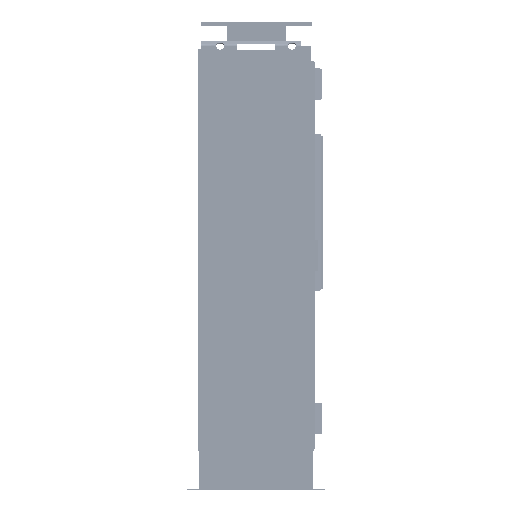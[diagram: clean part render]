
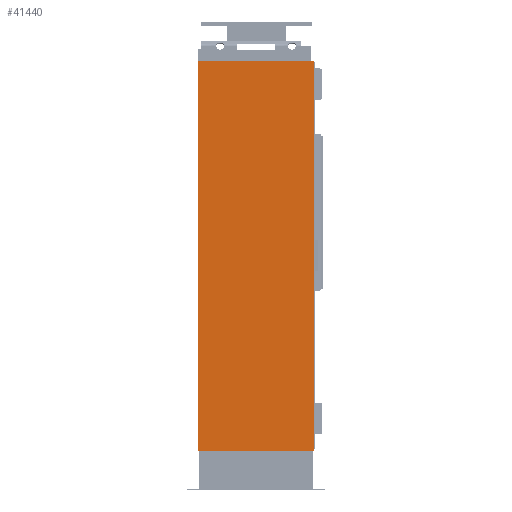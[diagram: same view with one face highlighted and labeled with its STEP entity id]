
A CAD part, left-side view. The second image highlights one B-rep face of the part: STEP entity #41440.
In plain terms, the highlighted planar face has unit normal (-1, 0, 0).
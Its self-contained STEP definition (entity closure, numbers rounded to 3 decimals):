
#41440=ADVANCED_FACE('',(#52064),#46901,.T.);
#46901=PLANE('',#155520);
#52064=FACE_OUTER_BOUND('',#59062,.T.);
#59062=EDGE_LOOP('',(#80322,#80323,#80324,#80325));
#80322=ORIENTED_EDGE('',*,*,#115062,.F.);
#80323=ORIENTED_EDGE('',*,*,#115725,.T.);
#80324=ORIENTED_EDGE('',*,*,#115726,.F.);
#80325=ORIENTED_EDGE('',*,*,#115727,.F.);
#101686=VERTEX_POINT('',#212325);
#101688=VERTEX_POINT('',#212329);
#102173=VERTEX_POINT('',#213965);
#102174=VERTEX_POINT('',#213967);
#115062=EDGE_CURVE('',#101688,#101686,#129848,.T.);
#115725=EDGE_CURVE('',#101688,#102173,#130383,.T.);
#115726=EDGE_CURVE('',#102174,#102173,#130384,.T.);
#115727=EDGE_CURVE('',#101686,#102174,#130385,.T.);
#129848=LINE('',#212330,#143919);
#130383=LINE('',#213964,#144454);
#130384=LINE('',#213966,#144455);
#130385=LINE('',#213968,#144456);
#143919=VECTOR('',#173127,1.);
#144454=VECTOR('',#174180,1.);
#144455=VECTOR('',#174181,1.);
#144456=VECTOR('',#174182,1.);
#155520=AXIS2_PLACEMENT_3D('',#213969,#174183,#174184);
#173127=DIRECTION('',(0.,-1.,0.));
#174180=DIRECTION('',(0.,0.,-1.));
#174181=DIRECTION('',(0.,1.,0.));
#174182=DIRECTION('',(0.,0.,-1.));
#174183=DIRECTION('',(-1.,0.,0.));
#174184=DIRECTION('',(0.,0.,1.));
#212325=CARTESIAN_POINT('',(-1950.,0.,1899.5));
#212329=CARTESIAN_POINT('',(-1950.,600.,1899.5));
#212330=CARTESIAN_POINT('',(-1950.,600.,1899.5));
#213964=CARTESIAN_POINT('',(-1950.,600.,1932.5));
#213965=CARTESIAN_POINT('',(-1950.,600.,-100.));
#213966=CARTESIAN_POINT('',(-1950.,600.,-100.));
#213967=CARTESIAN_POINT('',(-1950.,0.,-100.));
#213968=CARTESIAN_POINT('',(-1950.,0.,0.));
#213969=CARTESIAN_POINT('',(-1950.,300.,1932.5));
